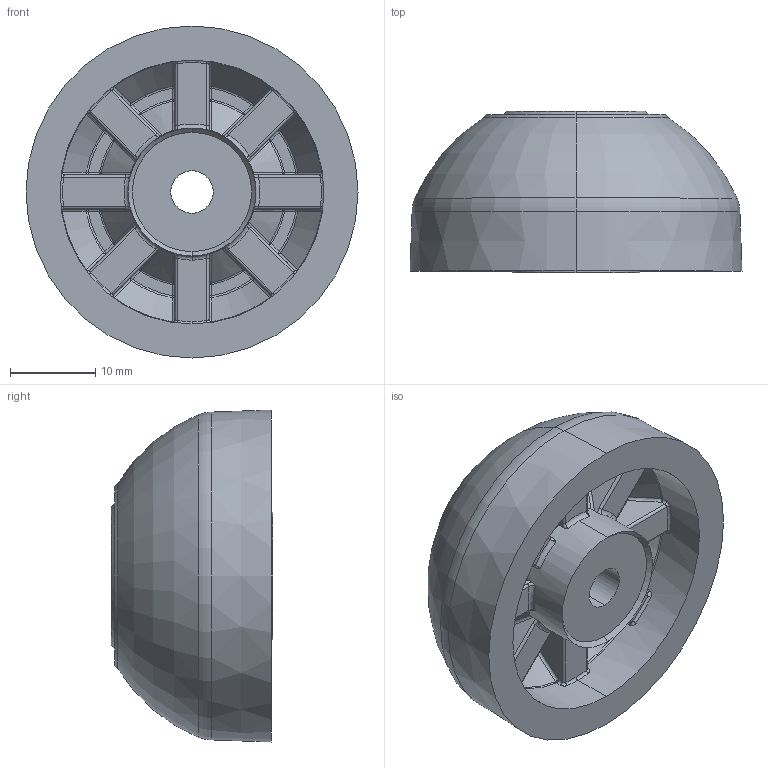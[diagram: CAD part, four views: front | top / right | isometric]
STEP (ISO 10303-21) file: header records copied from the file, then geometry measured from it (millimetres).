
FILE_DESCRIPTION (( 'STEP AP214' ), '1' );
FILE_NAME ('Leveling Feet098D040ZS.step', '2017-01-30T14:51:44', ( '' ), ( '' ), 'SwSTEP 2.0', 'SolidWorks 2016', '' );
FILE_SCHEMA (( 'AUTOMOTIVE_DESIGN' ));
Length unit declared in the file: millimetre
Products named in the file (3): 098xd2_Standard; 098D040ZR_Standard; Leveling Feet098D040ZS
Assembly tree (2 placements, depth 2):
  Leveling Feet098D040ZS
    098D040ZR_Standard
    098xd2_Standard
Bounding box: 39 x 19 x 39 mm (x, y, z)
Volume: 12071.7 mm3; surface area: 6606.1 mm2
Topology: 2 solids, 2 shells, 370 faces, 908 edges, 511 vertices
Faces by surface type: cylinder 109, bspline 64, torus 60, plane 57, sphere 50, cone 30
Entity records: 12033 total; most frequent: CARTESIAN_POINT 3700, DIRECTION 1783, ORIENTED_EDGE 1752, EDGE_CURVE 876, AXIS2_PLACEMENT_3D 798, VERTEX_POINT 511, CIRCLE 487, EDGE_LOOP 375
